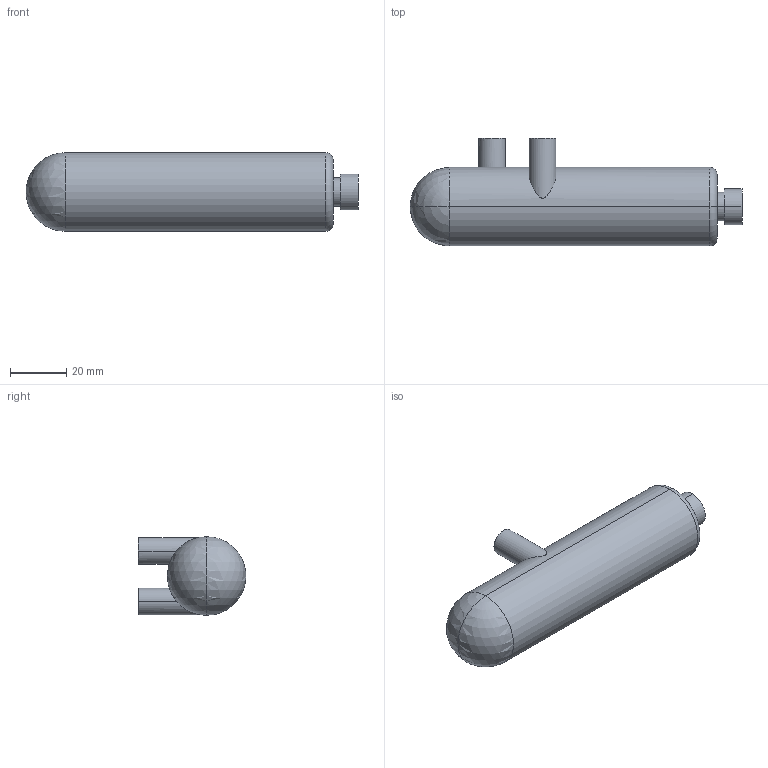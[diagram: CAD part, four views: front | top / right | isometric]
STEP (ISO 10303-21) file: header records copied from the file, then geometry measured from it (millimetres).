
FILE_DESCRIPTION(('produced by SPATIAL CORP'),'2;1');
FILE_NAME('manifold.prt.hh.sat.stp' ,'2002-04-19T13:37:28+00:00',('SPATIAL CORP'),('SPATIAL CORP'), 'ACIS STEP Husk','http://www.spatial.com','SPATIAL CORP');
FILE_SCHEMA(('CONFIG_CONTROL_DESIGN'));
Length unit declared in the file: millimetre
Products named in the file (1): PRODUCT_ID_1
Bounding box: 118.11 x 38.38 x 27.94 mm (x, y, z)
Volume: 65069.2 mm3; surface area: 12356.9 mm2
Topology: 1 solids, 1 shells, 32 faces, 66 edges, 39 vertices
Faces by surface type: cylinder 18, plane 6, torus 6, sphere 2
Entity records: 1177 total; most frequent: CARTESIAN_POINT 461, DIRECTION 132, ORIENTED_EDGE 124, EDGE_CURVE 62, AXIS2_PLACEMENT_3D 58, VERTEX_POINT 39, EDGE_LOOP 39, FACE_BOUND 39
